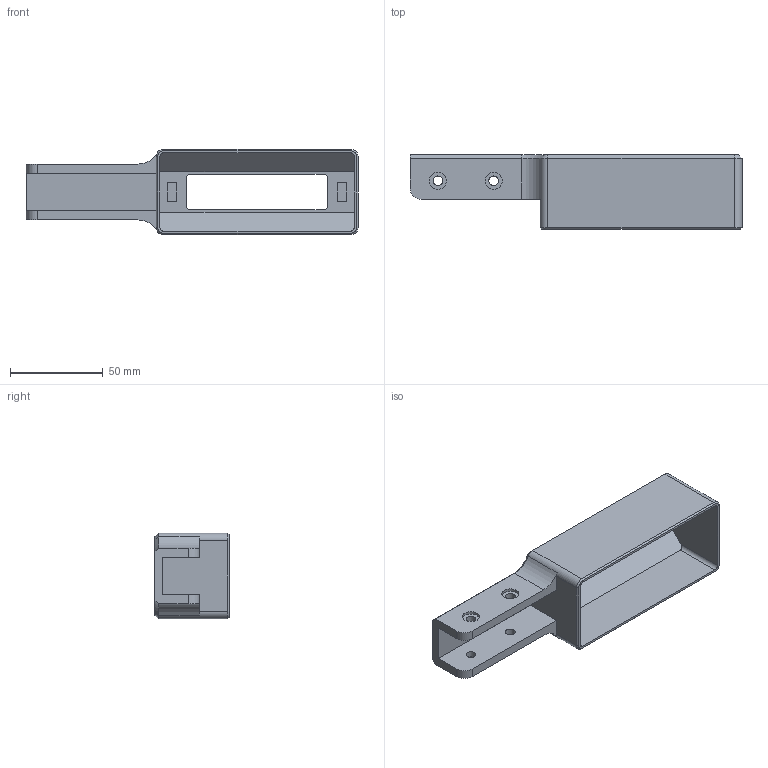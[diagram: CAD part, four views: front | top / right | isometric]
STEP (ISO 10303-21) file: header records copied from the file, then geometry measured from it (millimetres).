
FILE_DESCRIPTION(/* description */ (''),/* implementation_level */ '2;1');
FILE_NAME(/* name */ 'Ulanzi Wand.step',/* time_stamp */ '2023-01-31T09:36:29-06:00',/* author */ (''),/* organization */ (''),/* preprocessor_version */ 'ST-DEVELOPER v19.2',/* originating_system */ 'Autodesk Translation Framework v11.17.0.187',/* authorisation */ '');
FILE_SCHEMA (('AUTOMOTIVE_DESIGN { 1 0 10303 214 3 1 1 }'));
Length unit declared in the file: millimetre
Products named in the file (1): Ulanzi Wand
Bounding box: 178.5 x 40 x 46 mm (x, y, z)
Volume: 66175.4 mm3; surface area: 38739.5 mm2
Topology: 1 solids, 1 shells, 90 faces, 217 edges, 136 vertices
Faces by surface type: plane 52, cylinder 24, cone 14
Full cylindrical faces by diameter (mm): 5.2 x4, 9.2 x4
Entity records: 2650 total; most frequent: DIRECTION 463, CARTESIAN_POINT 444, ORIENTED_EDGE 434, EDGE_CURVE 217, AXIS2_PLACEMENT_3D 155, LINE 153, VECTOR 153, VERTEX_POINT 136
